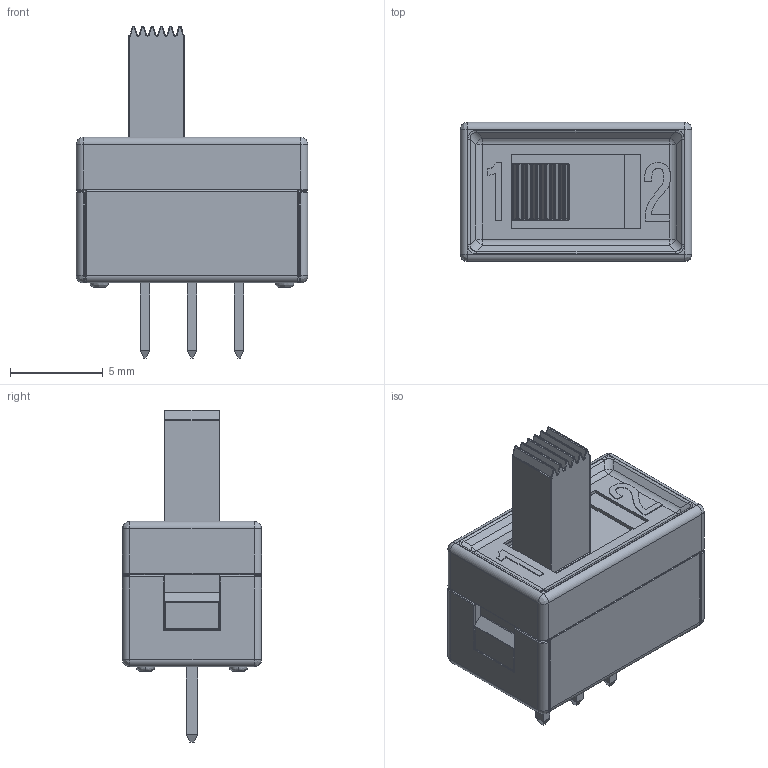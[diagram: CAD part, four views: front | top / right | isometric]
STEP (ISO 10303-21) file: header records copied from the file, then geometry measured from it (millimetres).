
FILE_DESCRIPTION (( 'STEP AP214' ), '1' );
FILE_NAME ('User Library-25136NLDH6.STEP', '2013-01-16T16:01:26', ( 'Windows User' ), ( '' ), 'SwSTEP 2.0', 'SolidWorks 2013', '' );
FILE_SCHEMA (( 'AUTOMOTIVE_DESIGN' ));
Length unit declared in the file: centimetre
Products named in the file (1): User Library-25136NLDH6
Bounding box: 12.5 x 7.5 x 17.9 mm (x, y, z)
Volume: 749 mm3; surface area: 632.4 mm2
Topology: 1 solids, 3 shells, 414 faces, 920 edges, 512 vertices
Faces by surface type: cylinder 170, plane 128, bspline 116
Entity records: 17050 total; most frequent: CARTESIAN_POINT 4007, ORIENTED_EDGE 1816, DIRECTION 1676, EDGE_CURVE 908, AXIS2_PLACEMENT_3D 596, VERTEX_POINT 512, VECTOR 484, LINE 484
